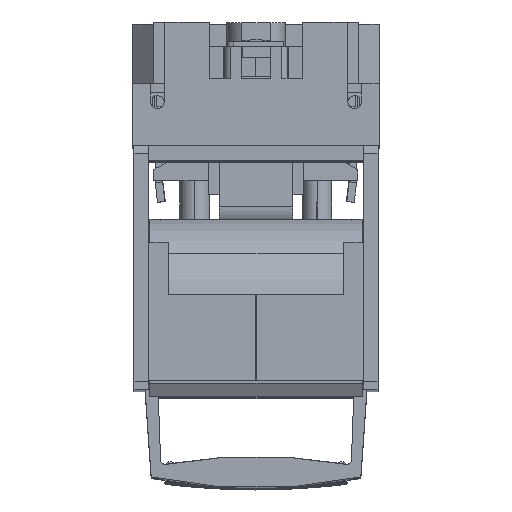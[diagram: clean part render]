
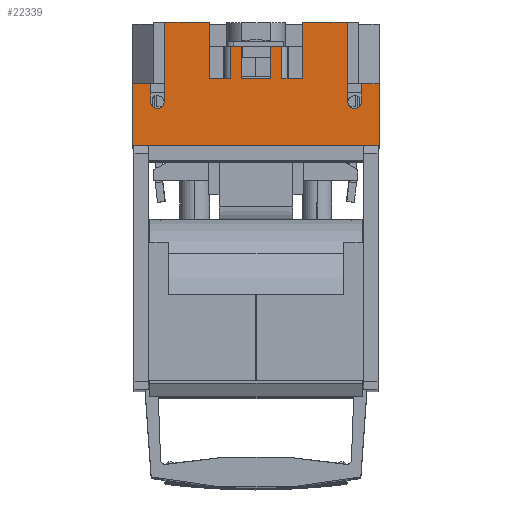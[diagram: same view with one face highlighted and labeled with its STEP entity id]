
A CAD part, top view. The second image highlights one B-rep face of the part: STEP entity #22339.
In plain terms, the highlighted planar face has unit normal (0, 0, 1).
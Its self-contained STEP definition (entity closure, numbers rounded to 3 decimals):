
#14750=AXIS2_PLACEMENT_3D('Circle Axis2P3D',#14748,#14749,$) ;
#15710=AXIS2_PLACEMENT_3D('Circle Axis2P3D',#15708,#15709,$) ;
#22223=AXIS2_PLACEMENT_3D('Plane Axis2P3D',#22220,#22221,#22222) ;
#14713=CARTESIAN_POINT('Vertex',(42.7,-36.524,277.064)) ;
#14716=CARTESIAN_POINT('Line Origine',(42.733,-32.762,277.064)) ;
#14720=CARTESIAN_POINT('Vertex',(42.766,-29.,277.064)) ;
#14748=CARTESIAN_POINT('Axis2P3D Location',(40.,-36.5,277.064)) ;
#14752=CARTESIAN_POINT('Vertex',(37.3,-36.524,277.064)) ;
#14776=CARTESIAN_POINT('Vertex',(37.016,-4.,277.064)) ;
#14781=CARTESIAN_POINT('Line Origine',(37.158,-20.262,277.064)) ;
#15671=CARTESIAN_POINT('Vertex',(-37.3,-36.524,277.064)) ;
#15674=CARTESIAN_POINT('Line Origine',(-37.158,-20.262,277.064)) ;
#15678=CARTESIAN_POINT('Vertex',(-37.016,-4.,277.064)) ;
#15705=CARTESIAN_POINT('Vertex',(-42.7,-36.524,277.064)) ;
#15708=CARTESIAN_POINT('Axis2P3D Location',(-40.,-36.5,277.064)) ;
#15736=CARTESIAN_POINT('Vertex',(-42.766,-29.,277.064)) ;
#15739=CARTESIAN_POINT('Line Origine',(-42.733,-32.762,277.064)) ;
#15980=CARTESIAN_POINT('Vertex',(50.,-54.,277.064)) ;
#15983=CARTESIAN_POINT('Line Origine',(0.,-54.,277.064)) ;
#15987=CARTESIAN_POINT('Vertex',(-50.,-54.,277.064)) ;
#16624=CARTESIAN_POINT('Vertex',(50.,-29.,277.064)) ;
#16627=CARTESIAN_POINT('Line Origine',(50.,-29.,277.064)) ;
#16833=CARTESIAN_POINT('Vertex',(18.814,-4.,277.064)) ;
#16836=CARTESIAN_POINT('Line Origine',(27.915,-4.,277.064)) ;
#17242=CARTESIAN_POINT('Line Origine',(-27.915,-4.,277.064)) ;
#17246=CARTESIAN_POINT('Vertex',(-18.814,-4.,277.064)) ;
#22220=CARTESIAN_POINT('Axis2P3D Location',(0.,-4.,277.064)) ;
#22226=CARTESIAN_POINT('Control Point',(18.814,-4.,277.064)) ;
#22227=CARTESIAN_POINT('Control Point',(18.814,-27.,277.064)) ;
#22228=CARTESIAN_POINT('Vertex',(18.814,-27.,277.064)) ;
#22231=CARTESIAN_POINT('Line Origine',(24.728,-27.,277.064)) ;
#22235=CARTESIAN_POINT('Vertex',(10.5,-27.,277.064)) ;
#22238=CARTESIAN_POINT('Line Origine',(10.5,-29.,277.064)) ;
#22242=CARTESIAN_POINT('Vertex',(10.5,-14.,277.064)) ;
#22245=CARTESIAN_POINT('Line Origine',(24.728,-14.,277.064)) ;
#22249=CARTESIAN_POINT('Vertex',(6.075,-14.,277.064)) ;
#22253=CARTESIAN_POINT('Control Point',(6.075,-14.,277.064)) ;
#22254=CARTESIAN_POINT('Control Point',(6.075,-27.,277.064)) ;
#22255=CARTESIAN_POINT('Vertex',(6.075,-27.,277.064)) ;
#22258=CARTESIAN_POINT('Line Origine',(24.728,-27.,277.064)) ;
#22262=CARTESIAN_POINT('Vertex',(-6.075,-27.,277.064)) ;
#22266=CARTESIAN_POINT('Control Point',(-6.075,-14.,277.064)) ;
#22267=CARTESIAN_POINT('Control Point',(-6.075,-27.,277.064)) ;
#22268=CARTESIAN_POINT('Vertex',(-6.075,-14.,277.064)) ;
#22271=CARTESIAN_POINT('Line Origine',(24.728,-14.,277.064)) ;
#22275=CARTESIAN_POINT('Vertex',(-10.5,-14.,277.064)) ;
#22278=CARTESIAN_POINT('Line Origine',(-10.5,-29.,277.064)) ;
#22282=CARTESIAN_POINT('Vertex',(-10.5,-27.,277.064)) ;
#22285=CARTESIAN_POINT('Line Origine',(24.728,-27.,277.064)) ;
#22289=CARTESIAN_POINT('Vertex',(-18.814,-27.,277.064)) ;
#22293=CARTESIAN_POINT('Control Point',(-18.814,-4.,277.064)) ;
#22294=CARTESIAN_POINT('Control Point',(-18.814,-27.,277.064)) ;
#22296=CARTESIAN_POINT('Line Origine',(24.728,-29.,277.064)) ;
#22300=CARTESIAN_POINT('Vertex',(-50.,-29.,277.064)) ;
#22303=CARTESIAN_POINT('Line Origine',(-50.,-29.,277.064)) ;
#22308=CARTESIAN_POINT('Line Origine',(24.728,-29.,277.064)) ;
#14717=DIRECTION('Vector Direction',(-0.009,-1.,0.)) ;
#14749=DIRECTION('Axis2P3D Direction',(0.,0.,1.)) ;
#14782=DIRECTION('Vector Direction',(0.009,-1.,0.)) ;
#15675=DIRECTION('Vector Direction',(-0.009,-1.,0.)) ;
#15709=DIRECTION('Axis2P3D Direction',(0.,0.,-1.)) ;
#15740=DIRECTION('Vector Direction',(0.009,-1.,0.)) ;
#15984=DIRECTION('Vector Direction',(-1.,0.,0.)) ;
#16628=DIRECTION('Vector Direction',(0.,1.,0.)) ;
#16837=DIRECTION('Vector Direction',(-1.,0.,0.)) ;
#17243=DIRECTION('Vector Direction',(-1.,0.,0.)) ;
#22221=DIRECTION('Axis2P3D Direction',(-0.,0.,1.)) ;
#22222=DIRECTION('Axis2P3D XDirection',(1.,0.,0.)) ;
#22232=DIRECTION('Vector Direction',(1.,0.,0.)) ;
#22239=DIRECTION('Vector Direction',(0.,1.,0.)) ;
#22246=DIRECTION('Vector Direction',(1.,0.,0.)) ;
#22259=DIRECTION('Vector Direction',(1.,0.,0.)) ;
#22272=DIRECTION('Vector Direction',(1.,0.,0.)) ;
#22279=DIRECTION('Vector Direction',(0.,1.,0.)) ;
#22286=DIRECTION('Vector Direction',(1.,0.,0.)) ;
#22297=DIRECTION('Vector Direction',(1.,0.,0.)) ;
#22304=DIRECTION('Vector Direction',(0.,1.,0.)) ;
#22309=DIRECTION('Vector Direction',(1.,0.,0.)) ;
#14718=VECTOR('Line Direction',#14717,1.) ;
#14783=VECTOR('Line Direction',#14782,1.) ;
#15676=VECTOR('Line Direction',#15675,1.) ;
#15741=VECTOR('Line Direction',#15740,1.) ;
#15985=VECTOR('Line Direction',#15984,1.) ;
#16629=VECTOR('Line Direction',#16628,1.) ;
#16838=VECTOR('Line Direction',#16837,1.) ;
#17244=VECTOR('Line Direction',#17243,1.) ;
#22233=VECTOR('Line Direction',#22232,1.) ;
#22240=VECTOR('Line Direction',#22239,1.) ;
#22247=VECTOR('Line Direction',#22246,1.) ;
#22260=VECTOR('Line Direction',#22259,1.) ;
#22273=VECTOR('Line Direction',#22272,1.) ;
#22280=VECTOR('Line Direction',#22279,1.) ;
#22287=VECTOR('Line Direction',#22286,1.) ;
#22298=VECTOR('Line Direction',#22297,1.) ;
#22305=VECTOR('Line Direction',#22304,1.) ;
#22310=VECTOR('Line Direction',#22309,1.) ;
#22314=ORIENTED_EDGE('',*,*,#16840,.F.) ;
#22315=ORIENTED_EDGE('',*,*,#22230,.T.) ;
#22316=ORIENTED_EDGE('',*,*,#22237,.F.) ;
#22317=ORIENTED_EDGE('',*,*,#22244,.T.) ;
#22318=ORIENTED_EDGE('',*,*,#22251,.F.) ;
#22319=ORIENTED_EDGE('',*,*,#22257,.T.) ;
#22320=ORIENTED_EDGE('',*,*,#22264,.T.) ;
#22321=ORIENTED_EDGE('',*,*,#22270,.F.) ;
#22322=ORIENTED_EDGE('',*,*,#22277,.T.) ;
#22323=ORIENTED_EDGE('',*,*,#22284,.F.) ;
#22324=ORIENTED_EDGE('',*,*,#22291,.T.) ;
#22325=ORIENTED_EDGE('',*,*,#22295,.F.) ;
#22326=ORIENTED_EDGE('',*,*,#17248,.T.) ;
#22327=ORIENTED_EDGE('',*,*,#15680,.T.) ;
#22328=ORIENTED_EDGE('',*,*,#15712,.T.) ;
#22329=ORIENTED_EDGE('',*,*,#15743,.T.) ;
#22330=ORIENTED_EDGE('',*,*,#22302,.F.) ;
#22331=ORIENTED_EDGE('',*,*,#22307,.T.) ;
#22332=ORIENTED_EDGE('',*,*,#15989,.F.) ;
#22333=ORIENTED_EDGE('',*,*,#16631,.F.) ;
#22334=ORIENTED_EDGE('',*,*,#22312,.F.) ;
#22335=ORIENTED_EDGE('',*,*,#14722,.F.) ;
#22336=ORIENTED_EDGE('',*,*,#14754,.F.) ;
#22337=ORIENTED_EDGE('',*,*,#14785,.F.) ;
#22339=ADVANCED_FACE('804187_05_L_NH-Leistenunterteil Gr.12  L/SL12/W/9/KM2G-F',(#22338),#22224,.T.) ;
#22225=B_SPLINE_CURVE_WITH_KNOTS('',1,(#22226,#22227),.UNSPECIFIED.,.F.,.U.,(2,2),(-11.5,11.5),.UNSPECIFIED.) ;
#22252=B_SPLINE_CURVE_WITH_KNOTS('',1,(#22253,#22254),.UNSPECIFIED.,.F.,.U.,(2,2),(-6.5,6.5),.UNSPECIFIED.) ;
#22265=B_SPLINE_CURVE_WITH_KNOTS('',1,(#22266,#22267),.UNSPECIFIED.,.F.,.U.,(2,2),(-6.5,6.5),.UNSPECIFIED.) ;
#22292=B_SPLINE_CURVE_WITH_KNOTS('',1,(#22293,#22294),.UNSPECIFIED.,.F.,.U.,(2,2),(-11.5,11.5),.UNSPECIFIED.) ;
#14751=CIRCLE('generated circle',#14750,2.7) ;
#15711=CIRCLE('generated circle',#15710,2.7) ;
#14722=EDGE_CURVE('',#14714,#14721,#14719,.F.) ;
#14754=EDGE_CURVE('',#14753,#14714,#14751,.T.) ;
#14785=EDGE_CURVE('',#14777,#14753,#14784,.T.) ;
#15680=EDGE_CURVE('',#15679,#15672,#15677,.T.) ;
#15712=EDGE_CURVE('',#15672,#15706,#15711,.T.) ;
#15743=EDGE_CURVE('',#15706,#15737,#15742,.F.) ;
#15989=EDGE_CURVE('',#15981,#15988,#15986,.T.) ;
#16631=EDGE_CURVE('',#16625,#15981,#16630,.F.) ;
#16840=EDGE_CURVE('',#16834,#14777,#16839,.F.) ;
#17248=EDGE_CURVE('',#17247,#15679,#17245,.T.) ;
#22230=EDGE_CURVE('',#16834,#22229,#22225,.T.) ;
#22237=EDGE_CURVE('',#22236,#22229,#22234,.T.) ;
#22244=EDGE_CURVE('',#22236,#22243,#22241,.T.) ;
#22251=EDGE_CURVE('',#22250,#22243,#22248,.T.) ;
#22257=EDGE_CURVE('',#22250,#22256,#22252,.T.) ;
#22264=EDGE_CURVE('',#22256,#22263,#22261,.F.) ;
#22270=EDGE_CURVE('',#22269,#22263,#22265,.T.) ;
#22277=EDGE_CURVE('',#22269,#22276,#22274,.F.) ;
#22284=EDGE_CURVE('',#22283,#22276,#22281,.T.) ;
#22291=EDGE_CURVE('',#22283,#22290,#22288,.F.) ;
#22295=EDGE_CURVE('',#17247,#22290,#22292,.T.) ;
#22302=EDGE_CURVE('',#22301,#15737,#22299,.T.) ;
#22307=EDGE_CURVE('',#22301,#15988,#22306,.F.) ;
#22312=EDGE_CURVE('',#14721,#16625,#22311,.T.) ;
#22313=EDGE_LOOP('',(#22314,#22315,#22316,#22317,#22318,#22319,#22320,#22321,#22322,#22323,#22324,#22325,#22326,#22327,#22328,#22329,#22330,#22331,#22332,#22333,#22334,#22335,#22336,#22337)) ;
#22338=FACE_OUTER_BOUND('',#22313,.T.) ;
#14719=LINE('Line',#14716,#14718) ;
#14784=LINE('Line',#14781,#14783) ;
#15677=LINE('Line',#15674,#15676) ;
#15742=LINE('Line',#15739,#15741) ;
#15986=LINE('Line',#15983,#15985) ;
#16630=LINE('Line',#16627,#16629) ;
#16839=LINE('Line',#16836,#16838) ;
#17245=LINE('Line',#17242,#17244) ;
#22234=LINE('Line',#22231,#22233) ;
#22241=LINE('Line',#22238,#22240) ;
#22248=LINE('Line',#22245,#22247) ;
#22261=LINE('Line',#22258,#22260) ;
#22274=LINE('Line',#22271,#22273) ;
#22281=LINE('Line',#22278,#22280) ;
#22288=LINE('Line',#22285,#22287) ;
#22299=LINE('Line',#22296,#22298) ;
#22306=LINE('Line',#22303,#22305) ;
#22311=LINE('Line',#22308,#22310) ;
#22224=PLANE('Plane',#22223) ;
#14714=VERTEX_POINT('',#14713) ;
#14721=VERTEX_POINT('',#14720) ;
#14753=VERTEX_POINT('',#14752) ;
#14777=VERTEX_POINT('',#14776) ;
#15672=VERTEX_POINT('',#15671) ;
#15679=VERTEX_POINT('',#15678) ;
#15706=VERTEX_POINT('',#15705) ;
#15737=VERTEX_POINT('',#15736) ;
#15981=VERTEX_POINT('',#15980) ;
#15988=VERTEX_POINT('',#15987) ;
#16625=VERTEX_POINT('',#16624) ;
#16834=VERTEX_POINT('',#16833) ;
#17247=VERTEX_POINT('',#17246) ;
#22229=VERTEX_POINT('',#22228) ;
#22236=VERTEX_POINT('',#22235) ;
#22243=VERTEX_POINT('',#22242) ;
#22250=VERTEX_POINT('',#22249) ;
#22256=VERTEX_POINT('',#22255) ;
#22263=VERTEX_POINT('',#22262) ;
#22269=VERTEX_POINT('',#22268) ;
#22276=VERTEX_POINT('',#22275) ;
#22283=VERTEX_POINT('',#22282) ;
#22290=VERTEX_POINT('',#22289) ;
#22301=VERTEX_POINT('',#22300) ;
